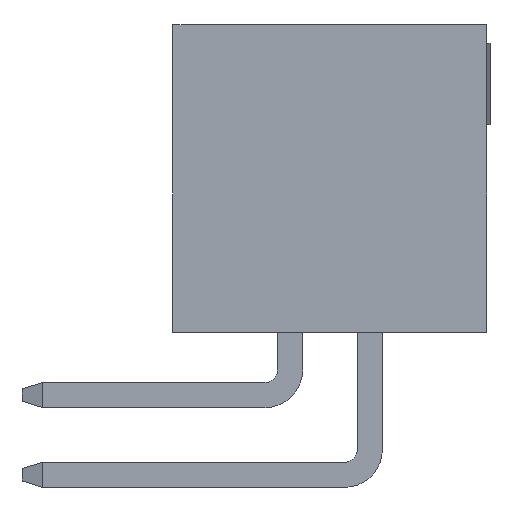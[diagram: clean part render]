
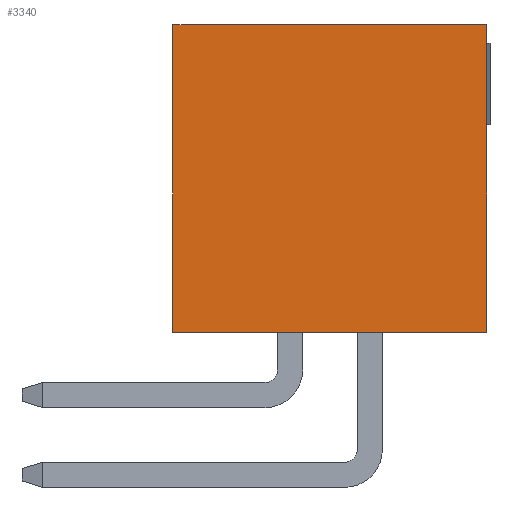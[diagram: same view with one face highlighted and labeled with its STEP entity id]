
A CAD part, left-side view. The second image highlights one B-rep face of the part: STEP entity #3340.
In plain terms, the highlighted planar face has unit normal (-1, 0, 0).
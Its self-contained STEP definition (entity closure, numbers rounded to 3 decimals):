
#535=ORIENTED_EDGE('',*,*,#1224,.F.);
#536=ORIENTED_EDGE('',*,*,#1212,.F.);
#537=ORIENTED_EDGE('',*,*,#1041,.T.);
#538=ORIENTED_EDGE('',*,*,#1308,.T.);
#1041=EDGE_CURVE('',#1518,#1517,#1821,.T.);
#1212=EDGE_CURVE('',#1518,#1638,#1992,.T.);
#1224=EDGE_CURVE('',#1638,#1645,#2004,.T.);
#1308=EDGE_CURVE('',#1517,#1645,#2088,.T.);
#1517=VERTEX_POINT('',#4534);
#1518=VERTEX_POINT('',#4536);
#1638=VERTEX_POINT('',#4872);
#1645=VERTEX_POINT('',#4892);
#1821=LINE('',#4535,#2289);
#1992=LINE('',#4871,#2460);
#2004=LINE('',#4891,#2472);
#2088=LINE('',#5057,#2556);
#2289=VECTOR('',#3681,1000.);
#2460=VECTOR('',#3942,1000.);
#2472=VECTOR('',#3956,1000.);
#2556=VECTOR('',#4080,1000.);
#2826=EDGE_LOOP('',(#535,#536,#537,#538));
#3006=FACE_BOUND('',#2826,.T.);
#3175=PLANE('',#3547);
#3340=ADVANCED_FACE('',(#3006),#3175,.T.);
#3547=AXIS2_PLACEMENT_3D('',#5058,#4081,#4082);
#3681=DIRECTION('',(0.,0.,1.));
#3942=DIRECTION('',(0.,1.,0.));
#3956=DIRECTION('',(0.,0.,1.));
#4080=DIRECTION('',(0.,1.,0.));
#4081=DIRECTION('',(-1.,0.,0.));
#4082=DIRECTION('',(0.,0.,1.));
#4534=CARTESIAN_POINT('',(-6.35,-2.5,2.45));
#4535=CARTESIAN_POINT('',(-6.35,-2.5,-2.45));
#4536=CARTESIAN_POINT('',(-6.35,-2.5,-2.45));
#4871=CARTESIAN_POINT('',(-6.35,-2.5,-2.45));
#4872=CARTESIAN_POINT('',(-6.35,2.5,-2.45));
#4891=CARTESIAN_POINT('',(-6.35,2.5,-2.45));
#4892=CARTESIAN_POINT('',(-6.35,2.5,2.45));
#5057=CARTESIAN_POINT('',(-6.35,-2.5,2.45));
#5058=CARTESIAN_POINT('',(-6.35,-2.5,-2.45));
